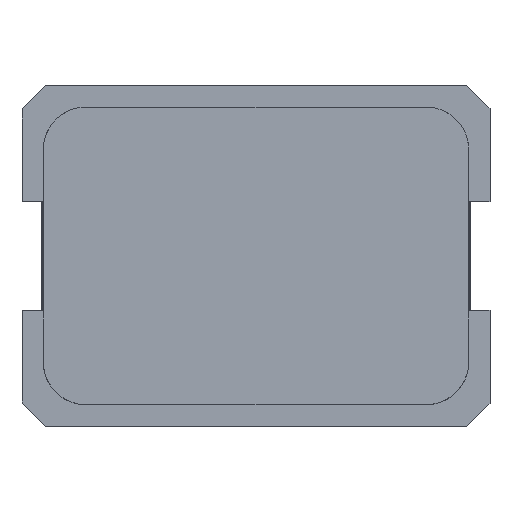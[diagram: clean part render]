
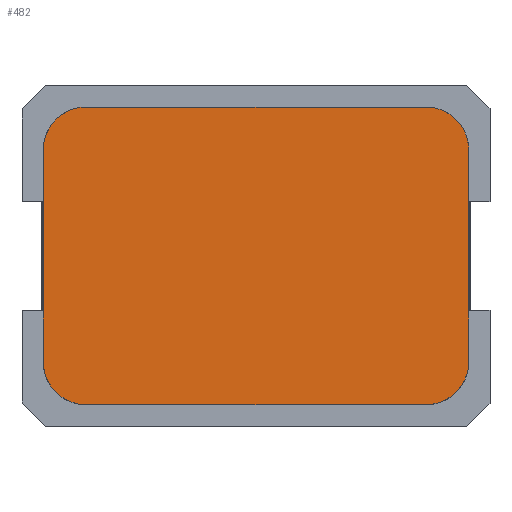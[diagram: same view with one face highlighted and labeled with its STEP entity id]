
A CAD part, top view. The second image highlights one B-rep face of the part: STEP entity #482.
In plain terms, the highlighted planar face has unit normal (0, 0, 1).
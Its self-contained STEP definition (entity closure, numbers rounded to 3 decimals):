
#5 = ORIENTED_EDGE ( 'NONE', *, *, #725, .F. ) ;
#60 = CARTESIAN_POINT ( 'NONE',  ( -2.062, 1.803, 1.346 ) ) ;
#66 = LINE ( 'NONE', #1185, #336 ) ;
#92 = CARTESIAN_POINT ( 'NONE',  ( 2.485, -1.587, 1.346 ) ) ;
#97 = CARTESIAN_POINT ( 'NONE',  ( 2.095, -1.803, 1.346 ) ) ;
#115 = EDGE_CURVE ( 'NONE', #271, #900, #600, .T. ) ;
#127 = EDGE_LOOP ( 'NONE', ( #193, #1147, #270, #420, #793, #314, #1002, #5 ) ) ;
#138 = CARTESIAN_POINT ( 'NONE',  ( -2.331, 1.748, 1.346 ) ) ;
#140 = EDGE_CURVE ( 'NONE', #1052, #1024, #369, .T. ) ;
#163 = DIRECTION ( 'NONE',  ( 0., -1., 0. ) ) ;
#165 = PLANE ( 'NONE',  #557 ) ;
#182 = B_SPLINE_CURVE_WITH_KNOTS ( 'NONE', 3,
 ( #284, #384, #581, #473, #1050, #381 ),
 .UNSPECIFIED., .F., .F.,
 ( 4, 2, 4 ),
 ( 0., 0.5, 1. ),
 .UNSPECIFIED. ) ;
#193 = ORIENTED_EDGE ( 'NONE', *, *, #737, .F. ) ;
#200 = CARTESIAN_POINT ( 'NONE',  ( 2.377, -1.702, 1.346 ) ) ;
#251 = CARTESIAN_POINT ( 'NONE',  ( -2.197, 1.804, 1.346 ) ) ;
#270 = ORIENTED_EDGE ( 'NONE', *, *, #1068, .F. ) ;
#271 = VERTEX_POINT ( 'NONE', #857 ) ;
#284 = CARTESIAN_POINT ( 'NONE',  ( 2.062, 1.803, 1.346 ) ) ;
#300 = CARTESIAN_POINT ( 'NONE',  ( -2.578, -1.423, 1.346 ) ) ;
#314 = ORIENTED_EDGE ( 'NONE', *, *, #1213, .F. ) ;
#336 = VECTOR ( 'NONE', #612, 1000. ) ;
#354 = VECTOR ( 'NONE', #923, 1000. ) ;
#365 = CARTESIAN_POINT ( 'NONE',  ( 2.578, 1.288, 1.346 ) ) ;
#369 = B_SPLINE_CURVE_WITH_KNOTS ( 'NONE', 3,
 ( #1166, #97, #682, #1065, #490, #965, #395, #200, #872, #92, #776, #1256, #677, #1162, #589, #869 ),
 .UNSPECIFIED., .F., .F.,
 ( 4, 1, 2, 2, 2, 1, 2, 2, 4 ),
 ( 0., 0.125, 0.187, 0.25, 0.5, 0.625, 0.688, 0.75, 1. ),
 .UNSPECIFIED. ) ;
#381 = CARTESIAN_POINT ( 'NONE',  ( 2.578, 1.288, 1.346 ) ) ;
#384 = CARTESIAN_POINT ( 'NONE',  ( 2.197, 1.804, 1.346 ) ) ;
#395 = CARTESIAN_POINT ( 'NONE',  ( 2.318, -1.741, 1.346 ) ) ;
#399 = CARTESIAN_POINT ( 'NONE',  ( -2.062, -1.803, 1.346 ) ) ;
#420 = ORIENTED_EDGE ( 'NONE', *, *, #140, .T. ) ;
#438 = EDGE_CURVE ( 'NONE', #478, #769, #587, .T. ) ;
#442 = CARTESIAN_POINT ( 'NONE',  ( -2.578, -1.288, 1.346 ) ) ;
#455 = DIRECTION ( 'NONE',  ( 0., 0., 1. ) ) ;
#459 = VECTOR ( 'NONE', #561, 1000. ) ;
#473 = CARTESIAN_POINT ( 'NONE',  ( 2.522, 1.557, 1.346 ) ) ;
#478 = VERTEX_POINT ( 'NONE', #834 ) ;
#479 = CARTESIAN_POINT ( 'NONE',  ( 2.578, -1.288, 1.346 ) ) ;
#482 = ADVANCED_FACE ( '$', ( #1049 ), #165, .T. ) ;
#490 = CARTESIAN_POINT ( 'NONE',  ( 2.221, -1.778, 1.346 ) ) ;
#505 = EDGE_CURVE ( 'NONE', #597, #1024, #794, .T. ) ;
#532 = CARTESIAN_POINT ( 'NONE',  ( -2.578, 1.288, 1.346 ) ) ;
#539 = CARTESIAN_POINT ( 'NONE',  ( 2.062, 1.803, 1.346 ) ) ;
#557 = AXIS2_PLACEMENT_3D ( 'NONE', #740, #455, #1127 ) ;
#561 = DIRECTION ( 'NONE',  ( 0., 1., 0. ) ) ;
#581 = CARTESIAN_POINT ( 'NONE',  ( 2.331, 1.748, 1.346 ) ) ;
#587 = LINE ( 'NONE', #539, #354 ) ;
#589 = CARTESIAN_POINT ( 'NONE',  ( 2.578, -1.354, 1.346 ) ) ;
#597 = VERTEX_POINT ( 'NONE', #365 ) ;
#600 = B_SPLINE_CURVE_WITH_KNOTS ( 'NONE', 3,
 ( #399, #1184, #1190, #878, #300, #782 ),
 .UNSPECIFIED., .F., .F.,
 ( 4, 2, 4 ),
 ( 0., 0.5, 1. ),
 .UNSPECIFIED. ) ;
#611 = VECTOR ( 'NONE', #163, 1000. ) ;
#612 = DIRECTION ( 'NONE',  ( -1., 0., 0. ) ) ;
#677 = CARTESIAN_POINT ( 'NONE',  ( 2.536, -1.493, 1.346 ) ) ;
#682 = CARTESIAN_POINT ( 'NONE',  ( 2.143, -1.799, 1.346 ) ) ;
#710 = LINE ( 'NONE', #1041, #459 ) ;
#725 = EDGE_CURVE ( 'NONE', #842, #478, #1080, .T. ) ;
#727 = CARTESIAN_POINT ( 'NONE',  ( -2.578, 1.423, 1.346 ) ) ;
#737 = EDGE_CURVE ( 'NONE', #900, #842, #710, .T. ) ;
#740 = CARTESIAN_POINT ( 'NONE',  ( 2.062, -1.803, 1.346 ) ) ;
#769 = VERTEX_POINT ( 'NONE', #1235 ) ;
#776 = CARTESIAN_POINT ( 'NONE',  ( 2.511, -1.542, 1.346 ) ) ;
#782 = CARTESIAN_POINT ( 'NONE',  ( -2.578, -1.288, 1.346 ) ) ;
#793 = ORIENTED_EDGE ( 'NONE', *, *, #505, .F. ) ;
#794 = LINE ( 'NONE', #479, #611 ) ;
#834 = CARTESIAN_POINT ( 'NONE',  ( -2.062, 1.803, 1.346 ) ) ;
#842 = VERTEX_POINT ( 'NONE', #927 ) ;
#857 = CARTESIAN_POINT ( 'NONE',  ( -2.062, -1.803, 1.346 ) ) ;
#869 = CARTESIAN_POINT ( 'NONE',  ( 2.578, -1.288, 1.346 ) ) ;
#872 = CARTESIAN_POINT ( 'NONE',  ( 2.452, -1.627, 1.346 ) ) ;
#878 = CARTESIAN_POINT ( 'NONE',  ( -2.522, -1.557, 1.346 ) ) ;
#900 = VERTEX_POINT ( 'NONE', #442 ) ;
#906 = CARTESIAN_POINT ( 'NONE',  ( -2.522, 1.557, 1.346 ) ) ;
#923 = DIRECTION ( 'NONE',  ( 1., 0., 0. ) ) ;
#927 = CARTESIAN_POINT ( 'NONE',  ( -2.578, 1.288, 1.346 ) ) ;
#965 = CARTESIAN_POINT ( 'NONE',  ( 2.235, -1.774, 1.346 ) ) ;
#1002 = ORIENTED_EDGE ( 'NONE', *, *, #438, .F. ) ;
#1024 = VERTEX_POINT ( 'NONE', #1099 ) ;
#1041 = CARTESIAN_POINT ( 'NONE',  ( -2.578, 1.288, 1.346 ) ) ;
#1049 = FACE_OUTER_BOUND ( 'NONE', #127, .T. ) ;
#1050 = CARTESIAN_POINT ( 'NONE',  ( 2.578, 1.423, 1.346 ) ) ;
#1052 = VERTEX_POINT ( 'NONE', #1193 ) ;
#1065 = CARTESIAN_POINT ( 'NONE',  ( 2.19, -1.787, 1.346 ) ) ;
#1068 = EDGE_CURVE ( 'NONE', #1052, #271, #66, .T. ) ;
#1080 = B_SPLINE_CURVE_WITH_KNOTS ( 'NONE', 3,
 ( #532, #727, #906, #138, #251, #60 ),
 .UNSPECIFIED., .F., .F.,
 ( 4, 2, 4 ),
 ( 0., 0.5, 1. ),
 .UNSPECIFIED. ) ;
#1099 = CARTESIAN_POINT ( 'NONE',  ( 2.578, -1.288, 1.346 ) ) ;
#1127 = DIRECTION ( 'NONE',  ( 1., 0., 0. ) ) ;
#1147 = ORIENTED_EDGE ( 'NONE', *, *, #115, .F. ) ;
#1162 = CARTESIAN_POINT ( 'NONE',  ( 2.566, -1.417, 1.346 ) ) ;
#1166 = CARTESIAN_POINT ( 'NONE',  ( 2.062, -1.803, 1.346 ) ) ;
#1184 = CARTESIAN_POINT ( 'NONE',  ( -2.197, -1.804, 1.346 ) ) ;
#1185 = CARTESIAN_POINT ( 'NONE',  ( -2.062, -1.803, 1.346 ) ) ;
#1190 = CARTESIAN_POINT ( 'NONE',  ( -2.331, -1.748, 1.346 ) ) ;
#1193 = CARTESIAN_POINT ( 'NONE',  ( 2.062, -1.803, 1.346 ) ) ;
#1213 = EDGE_CURVE ( 'NONE', #769, #597, #182, .T. ) ;
#1235 = CARTESIAN_POINT ( 'NONE',  ( 2.062, 1.803, 1.346 ) ) ;
#1256 = CARTESIAN_POINT ( 'NONE',  ( 2.528, -1.51, 1.346 ) ) ;
